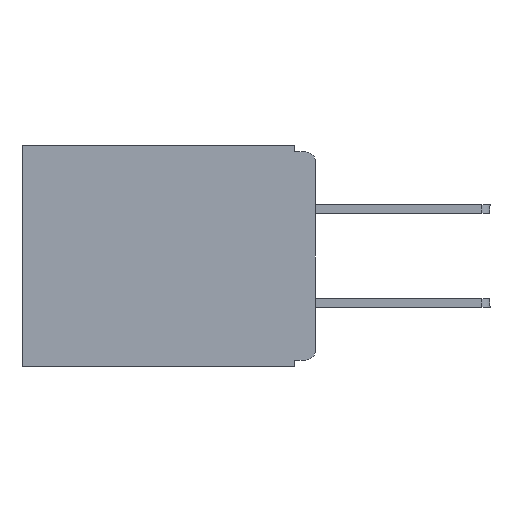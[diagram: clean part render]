
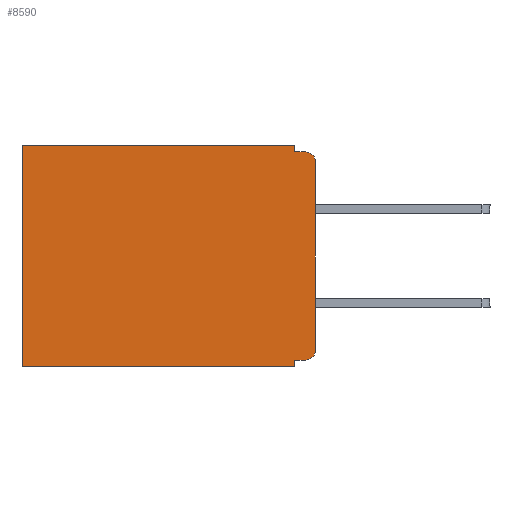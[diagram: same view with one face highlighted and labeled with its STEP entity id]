
A CAD part, left-side view. The second image highlights one B-rep face of the part: STEP entity #8590.
In plain terms, the highlighted planar face has unit normal (-1, 0, 0).
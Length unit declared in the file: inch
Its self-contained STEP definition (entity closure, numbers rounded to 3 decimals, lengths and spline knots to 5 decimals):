
#50 = EDGE_CURVE ( 'NONE', #7829, #10477, #6859, .T. ) ;
#68 = ORIENTED_EDGE ( 'NONE', *, *, #9789, .T. ) ;
#91 = DIRECTION ( 'NONE',  ( 0., -1., 0. ) ) ;
#163 = ORIENTED_EDGE ( 'NONE', *, *, #50, .T. ) ;
#164 = CARTESIAN_POINT ( 'NONE',  ( 0.3, 0.031, -0.33 ) ) ;
#564 = ORIENTED_EDGE ( 'NONE', *, *, #13044, .T. ) ;
#1043 = CARTESIAN_POINT ( 'NONE',  ( 0.3, 0., -0.33 ) ) ;
#1163 = LINE ( 'NONE', #13049, #9290 ) ;
#1841 = CARTESIAN_POINT ( 'NONE',  ( 0.3, 0., 0. ) ) ;
#1866 = CARTESIAN_POINT ( 'NONE',  ( 0.3, 0.031, -0.32 ) ) ;
#1905 = EDGE_CURVE ( 'NONE', #7829, #4633, #13480, .T. ) ;
#2084 = EDGE_CURVE ( 'NONE', #12608, #2135, #3326, .T. ) ;
#2130 = DIRECTION ( 'NONE',  ( 0., 1., 0. ) ) ;
#2135 = VERTEX_POINT ( 'NONE', #7957 ) ;
#2241 = CARTESIAN_POINT ( 'NONE',  ( 0.3, 0., -0.32 ) ) ;
#2393 = VECTOR ( 'NONE', #7104, 39.37008 ) ;
#2407 = DIRECTION ( 'NONE',  ( -1., 0., 0. ) ) ;
#2611 = VECTOR ( 'NONE', #11821, 39.37008 ) ;
#2926 = CARTESIAN_POINT ( 'NONE',  ( 0.3, 0.031, 0. ) ) ;
#2984 = LINE ( 'NONE', #3220, #13654 ) ;
#3141 = EDGE_CURVE ( 'NONE', #5901, #10763, #10567, .T. ) ;
#3198 = VECTOR ( 'NONE', #13339, 39.37008 ) ;
#3220 = CARTESIAN_POINT ( 'NONE',  ( 0.3, 0.437, -0.33 ) ) ;
#3326 = LINE ( 'NONE', #6868, #2611 ) ;
#3336 = EDGE_CURVE ( 'NONE', #5025, #3634, #13753, .T. ) ;
#3429 = ORIENTED_EDGE ( 'NONE', *, *, #6933, .F. ) ;
#3634 = VERTEX_POINT ( 'NONE', #9063 ) ;
#3680 = CARTESIAN_POINT ( 'NONE',  ( 0.3, 0.437, 0. ) ) ;
#4476 = DIRECTION ( 'NONE',  ( -1., 0., 0. ) ) ;
#4522 = DIRECTION ( 'NONE',  ( 1., 0., 0. ) ) ;
#4633 = VERTEX_POINT ( 'NONE', #7410 ) ;
#4641 = CIRCLE ( 'NONE', #10871, 0.015 ) ;
#4684 = DIRECTION ( 'NONE',  ( 0., 0., -1. ) ) ;
#4761 = DIRECTION ( 'NONE',  ( 0., 0., -1. ) ) ;
#5025 = VERTEX_POINT ( 'NONE', #5462 ) ;
#5119 = VECTOR ( 'NONE', #4684, 39.37008 ) ;
#5462 = CARTESIAN_POINT ( 'NONE',  ( 0.3, 0., -0.025 ) ) ;
#5499 = DIRECTION ( 'NONE',  ( 0., 0., -1. ) ) ;
#5580 = CIRCLE ( 'NONE', #12631, 0.015 ) ;
#5618 = ORIENTED_EDGE ( 'NONE', *, *, #3141, .F. ) ;
#5732 = ORIENTED_EDGE ( 'NONE', *, *, #11475, .F. ) ;
#5886 = ORIENTED_EDGE ( 'NONE', *, *, #1905, .F. ) ;
#5901 = VERTEX_POINT ( 'NONE', #12354 ) ;
#5905 = FACE_OUTER_BOUND ( 'NONE', #12756, .T. ) ;
#6283 = VECTOR ( 'NONE', #4761, 39.37008 ) ;
#6677 = CARTESIAN_POINT ( 'NONE',  ( 0.3, 0.031, 0. ) ) ;
#6859 = LINE ( 'NONE', #1841, #3198 ) ;
#6868 = CARTESIAN_POINT ( 'NONE',  ( 0.3, 0., -0.33 ) ) ;
#6898 = CARTESIAN_POINT ( 'NONE',  ( 0.3, 0., -0.33 ) ) ;
#6933 = EDGE_CURVE ( 'NONE', #10763, #12608, #9083, .T. ) ;
#7104 = DIRECTION ( 'NONE',  ( 0., 0., -1. ) ) ;
#7410 = CARTESIAN_POINT ( 'NONE',  ( 0.3, 0.031, -0.01 ) ) ;
#7735 = PLANE ( 'NONE',  #10526 ) ;
#7829 = VERTEX_POINT ( 'NONE', #2926 ) ;
#7957 = CARTESIAN_POINT ( 'NONE',  ( 0.3, 0.437, -0.33 ) ) ;
#8073 = ORIENTED_EDGE ( 'NONE', *, *, #10860, .T. ) ;
#8590 = ADVANCED_FACE ( 'NONE', ( #5905 ), #7735, .F. ) ;
#8958 = CARTESIAN_POINT ( 'NONE',  ( 0.3, 0.015, -0.305 ) ) ;
#9063 = CARTESIAN_POINT ( 'NONE',  ( 0.3, 0., -0.305 ) ) ;
#9083 = LINE ( 'NONE', #164, #6283 ) ;
#9290 = VECTOR ( 'NONE', #91, 39.37008 ) ;
#9789 = EDGE_CURVE ( 'NONE', #5901, #3634, #4641, .T. ) ;
#10027 = DIRECTION ( 'NONE',  ( 0., 0., -1. ) ) ;
#10157 = CARTESIAN_POINT ( 'NONE',  ( 0.3, 0.031, -0.33 ) ) ;
#10477 = VERTEX_POINT ( 'NONE', #3680 ) ;
#10510 = ORIENTED_EDGE ( 'NONE', *, *, #3336, .F. ) ;
#10526 = AXIS2_PLACEMENT_3D ( 'NONE', #1043, #4522, #11956 ) ;
#10567 = LINE ( 'NONE', #2241, #13278 ) ;
#10763 = VERTEX_POINT ( 'NONE', #1866 ) ;
#10860 = EDGE_CURVE ( 'NONE', #10477, #2135, #2984, .T. ) ;
#10861 = CARTESIAN_POINT ( 'NONE',  ( 0.3, 0.015, -0.025 ) ) ;
#10871 = AXIS2_PLACEMENT_3D ( 'NONE', #8958, #2407, #10027 ) ;
#11475 = EDGE_CURVE ( 'NONE', #4633, #11828, #1163, .T. ) ;
#11575 = ORIENTED_EDGE ( 'NONE', *, *, #2084, .F. ) ;
#11821 = DIRECTION ( 'NONE',  ( 0., 1., 0. ) ) ;
#11828 = VERTEX_POINT ( 'NONE', #13627 ) ;
#11916 = DIRECTION ( 'NONE',  ( 0., 0., -1. ) ) ;
#11956 = DIRECTION ( 'NONE',  ( 0., 0., -1. ) ) ;
#12354 = CARTESIAN_POINT ( 'NONE',  ( 0.3, 0.015, -0.32 ) ) ;
#12608 = VERTEX_POINT ( 'NONE', #10157 ) ;
#12631 = AXIS2_PLACEMENT_3D ( 'NONE', #10861, #4476, #11916 ) ;
#12756 = EDGE_LOOP ( 'NONE', ( #10510, #564, #5732, #5886, #163, #8073, #11575, #3429, #5618, #68 ) ) ;
#13044 = EDGE_CURVE ( 'NONE', #5025, #11828, #5580, .T. ) ;
#13049 = CARTESIAN_POINT ( 'NONE',  ( 0.3, 0., -0.01 ) ) ;
#13278 = VECTOR ( 'NONE', #2130, 39.37008 ) ;
#13339 = DIRECTION ( 'NONE',  ( 0., 1., 0. ) ) ;
#13480 = LINE ( 'NONE', #6677, #5119 ) ;
#13627 = CARTESIAN_POINT ( 'NONE',  ( 0.3, 0.015, -0.01 ) ) ;
#13654 = VECTOR ( 'NONE', #5499, 39.37008 ) ;
#13753 = LINE ( 'NONE', #6898, #2393 ) ;
